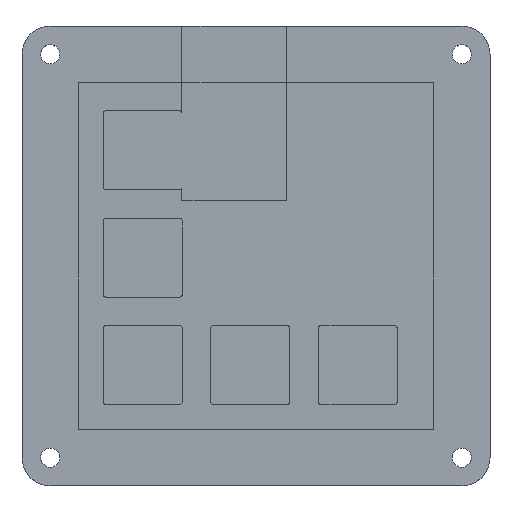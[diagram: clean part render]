
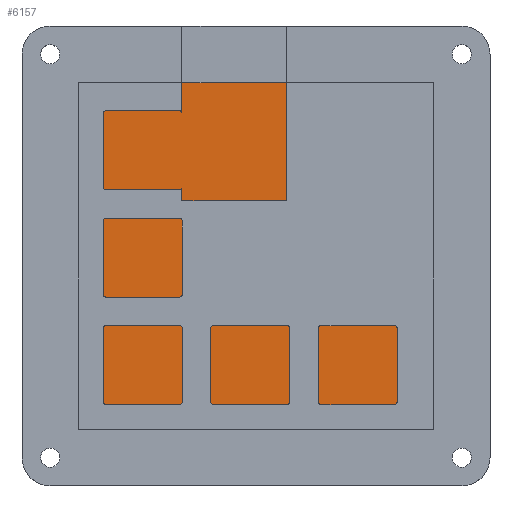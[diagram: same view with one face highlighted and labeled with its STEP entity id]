
A CAD part, top view. The second image highlights one B-rep face of the part: STEP entity #6157.
In plain terms, the highlighted planar face has unit normal (0, 0, 1).
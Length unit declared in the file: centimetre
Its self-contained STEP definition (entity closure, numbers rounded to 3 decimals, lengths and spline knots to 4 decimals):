
#324=PLANE('',#6431);
#645=FACE_OUTER_BOUND('',#1014,.T.);
#1014=EDGE_LOOP('',(#5626,#5627,#5628,#5629));
#1545=LINE('',#11855,#2066);
#1547=LINE('',#11860,#2068);
#1548=LINE('',#11861,#2069);
#1549=LINE('',#11862,#2070);
#2066=VECTOR('',#7432,1.);
#2068=VECTOR('',#7436,1.);
#2069=VECTOR('',#7437,1.);
#2070=VECTOR('',#7438,1.);
#2969=VERTEX_POINT('',#11852);
#2970=VERTEX_POINT('',#11854);
#2971=VERTEX_POINT('',#11858);
#2972=VERTEX_POINT('',#11859);
#3861=EDGE_CURVE('',#2969,#2970,#1545,.T.);
#3863=EDGE_CURVE('',#2971,#2972,#1547,.T.);
#3864=EDGE_CURVE('',#2970,#2971,#1548,.T.);
#3865=EDGE_CURVE('',#2972,#2969,#1549,.T.);
#5626=ORIENTED_EDGE('',*,*,#3863,.F.);
#5627=ORIENTED_EDGE('',*,*,#3864,.F.);
#5628=ORIENTED_EDGE('',*,*,#3861,.F.);
#5629=ORIENTED_EDGE('',*,*,#3865,.F.);
#6157=ADVANCED_FACE('',(#645),#324,.T.);
#6431=AXIS2_PLACEMENT_3D('',#11857,#7434,#7435);
#7432=DIRECTION('',(1.,0.,0.));
#7434=DIRECTION('center_axis',(0.,0.,1.));
#7435=DIRECTION('ref_axis',(1.,0.,0.));
#7436=DIRECTION('',(-1.,0.,0.));
#7437=DIRECTION('',(0.,-1.,0.));
#7438=DIRECTION('',(0.,1.,0.));
#11852=CARTESIAN_POINT('',(-2.,2.,0.3));
#11854=CARTESIAN_POINT('',(4.3,2.,0.3));
#11855=CARTESIAN_POINT('',(-0.425,2.,0.3));
#11857=CARTESIAN_POINT('Origin',(1.15,-1.077,0.3));
#11858=CARTESIAN_POINT('',(4.3,-4.154,0.3));
#11859=CARTESIAN_POINT('',(-2.,-4.154,0.3));
#11860=CARTESIAN_POINT('',(2.725,-4.154,0.3));
#11861=CARTESIAN_POINT('',(4.3,0.4615,0.3));
#11862=CARTESIAN_POINT('',(-2.,-2.6155,0.3));
